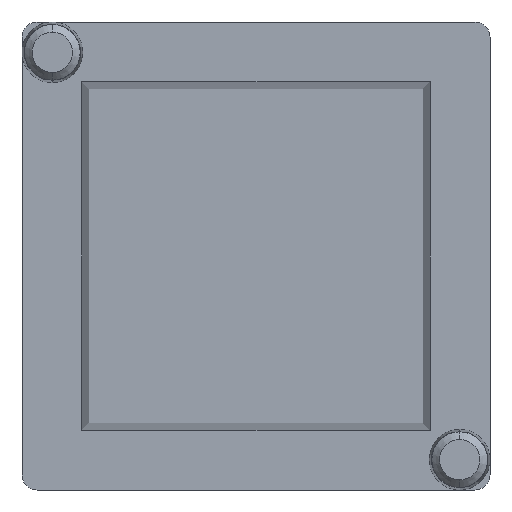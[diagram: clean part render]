
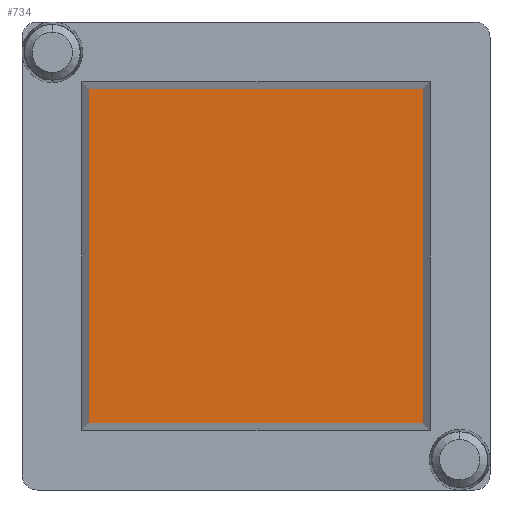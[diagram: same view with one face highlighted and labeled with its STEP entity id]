
A CAD part, front view. The second image highlights one B-rep face of the part: STEP entity #734.
In plain terms, the highlighted planar face has unit normal (0, -1, 0).
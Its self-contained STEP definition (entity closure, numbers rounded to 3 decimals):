
#8 = EDGE_CURVE ( 'NONE', #451, #667, #362, .T. ) ;
#32 = EDGE_CURVE ( 'NONE', #884, #451, #348, .T. ) ;
#62 = EDGE_CURVE ( 'NONE', #614, #884, #319, .T. ) ;
#87 = EDGE_CURVE ( 'NONE', #667, #614, #285, .T. ) ;
#117 = DIRECTION ( 'NONE',  ( 0., -1., 0. ) ) ;
#146 = DIRECTION ( 'NONE',  ( 1., 0., 0. ) ) ;
#179 = ORIENTED_EDGE ( 'NONE', *, *, #32, .T. ) ;
#199 = AXIS2_PLACEMENT_3D ( 'NONE', #763, #117, #249 ) ;
#249 = DIRECTION ( 'NONE',  ( 0., 0., -1. ) ) ;
#285 = LINE ( 'NONE', #355, #299 ) ;
#299 = VECTOR ( 'NONE', #146, 1000. ) ;
#316 = DIRECTION ( 'NONE',  ( 0., 0., -1. ) ) ;
#319 = LINE ( 'NONE', #588, #329 ) ;
#329 = VECTOR ( 'NONE', #560, 1000. ) ;
#348 = LINE ( 'NONE', #603, #354 ) ;
#354 = VECTOR ( 'NONE', #581, 1000. ) ;
#355 = CARTESIAN_POINT ( 'NONE',  ( 0., 2.067, -1.677 ) ) ;
#359 = VECTOR ( 'NONE', #316, 1000. ) ;
#362 = LINE ( 'NONE', #744, #359 ) ;
#451 = VERTEX_POINT ( 'NONE', #537 ) ;
#481 = EDGE_LOOP ( 'NONE', ( #854, #497, #944, #179 ) ) ;
#497 = ORIENTED_EDGE ( 'NONE', *, *, #87, .T. ) ;
#537 = CARTESIAN_POINT ( 'NONE',  ( -1.677, 2.067, 1.677 ) ) ;
#560 = DIRECTION ( 'NONE',  ( 0., 0., 1. ) ) ;
#581 = DIRECTION ( 'NONE',  ( -1., 0., 0. ) ) ;
#588 = CARTESIAN_POINT ( 'NONE',  ( 1.677, 2.067, 0. ) ) ;
#603 = CARTESIAN_POINT ( 'NONE',  ( 0., 2.067, 1.677 ) ) ;
#614 = VERTEX_POINT ( 'NONE', #760 ) ;
#667 = VERTEX_POINT ( 'NONE', #839 ) ;
#688 = FACE_OUTER_BOUND ( 'NONE', #481, .T. ) ;
#734 = ADVANCED_FACE ( 'NONE', ( #688 ), #1059, .T. ) ;
#744 = CARTESIAN_POINT ( 'NONE',  ( -1.677, 2.067, 0. ) ) ;
#760 = CARTESIAN_POINT ( 'NONE',  ( 1.677, 2.067, -1.677 ) ) ;
#763 = CARTESIAN_POINT ( 'NONE',  ( 0., 2.067, 0. ) ) ;
#829 = CARTESIAN_POINT ( 'NONE',  ( 1.677, 2.067, 1.677 ) ) ;
#839 = CARTESIAN_POINT ( 'NONE',  ( -1.677, 2.067, -1.677 ) ) ;
#854 = ORIENTED_EDGE ( 'NONE', *, *, #8, .T. ) ;
#884 = VERTEX_POINT ( 'NONE', #829 ) ;
#944 = ORIENTED_EDGE ( 'NONE', *, *, #62, .T. ) ;
#1059 = PLANE ( 'NONE',  #199 ) ;
